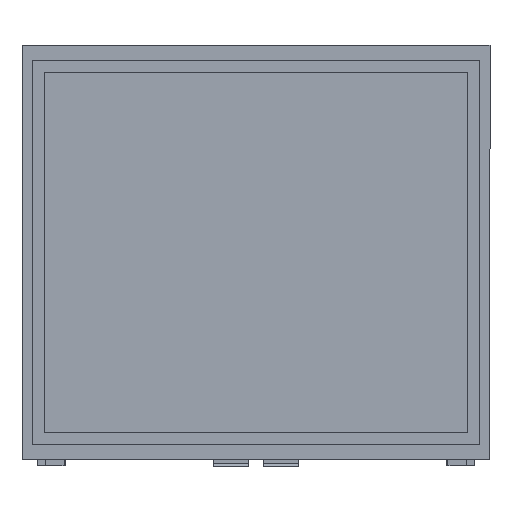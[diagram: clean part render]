
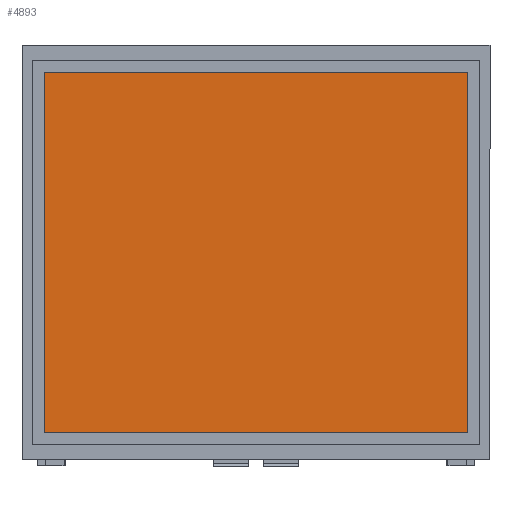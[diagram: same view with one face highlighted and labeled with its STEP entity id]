
A CAD part, front view. The second image highlights one B-rep face of the part: STEP entity #4893.
In plain terms, the highlighted planar face has unit normal (0, -1, 0).
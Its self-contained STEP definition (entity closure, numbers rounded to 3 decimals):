
#57 = ORIENTED_EDGE ( 'NONE', *, *, #8020, .T. ) ;
#508 = CARTESIAN_POINT ( 'NONE',  ( 355., -210., -302.5 ) ) ;
#710 = CARTESIAN_POINT ( 'NONE',  ( -355., -210., -302.5 ) ) ;
#975 = DIRECTION ( 'NONE',  ( 0., -1., 0. ) ) ;
#1579 = FACE_OUTER_BOUND ( 'NONE', #6964, .T. ) ;
#1588 = CARTESIAN_POINT ( 'NONE',  ( -355., -210., -1032.81 ) ) ;
#1710 = VECTOR ( 'NONE', #7246, 1000. ) ;
#2177 = VERTEX_POINT ( 'NONE', #7796 ) ;
#2319 = LINE ( 'NONE', #7725, #5574 ) ;
#2444 = CARTESIAN_POINT ( 'NONE',  ( 355., -210., 302.5 ) ) ;
#2636 = ORIENTED_EDGE ( 'NONE', *, *, #4105, .F. ) ;
#3029 = EDGE_CURVE ( 'NONE', #2177, #5361, #6834, .T. ) ;
#3044 = DIRECTION ( 'NONE',  ( 0., 0., 1. ) ) ;
#3252 = DIRECTION ( 'NONE',  ( 1., 0., 0. ) ) ;
#3374 = AXIS2_PLACEMENT_3D ( 'NONE', #7400, #975, #6242 ) ;
#3585 = CARTESIAN_POINT ( 'NONE',  ( 355., -210., -1032.81 ) ) ;
#3707 = VECTOR ( 'NONE', #3044, 1000. ) ;
#4105 = EDGE_CURVE ( 'NONE', #5026, #2177, #7473, .T. ) ;
#4426 = VECTOR ( 'NONE', #5616, 1000. ) ;
#4494 = EDGE_CURVE ( 'NONE', #5361, #5453, #2319, .T. ) ;
#4605 = ORIENTED_EDGE ( 'NONE', *, *, #3029, .F. ) ;
#4709 = ORIENTED_EDGE ( 'NONE', *, *, #4494, .F. ) ;
#4893 = ADVANCED_FACE ( 'NONE', ( #1579 ), #7424, .T. ) ;
#5026 = VERTEX_POINT ( 'NONE', #508 ) ;
#5361 = VERTEX_POINT ( 'NONE', #8114 ) ;
#5453 = VERTEX_POINT ( 'NONE', #2444 ) ;
#5574 = VECTOR ( 'NONE', #3252, 1000. ) ;
#5616 = DIRECTION ( 'NONE',  ( 0., 0., 1. ) ) ;
#6242 = DIRECTION ( 'NONE',  ( 0., 0., -1. ) ) ;
#6552 = LINE ( 'NONE', #3585, #4426 ) ;
#6834 = LINE ( 'NONE', #1588, #3707 ) ;
#6964 = EDGE_LOOP ( 'NONE', ( #2636, #57, #4709, #4605 ) ) ;
#7246 = DIRECTION ( 'NONE',  ( -1., 0., 0. ) ) ;
#7400 = CARTESIAN_POINT ( 'NONE',  ( -355., -210., -1032.81 ) ) ;
#7424 = PLANE ( 'NONE',  #3374 ) ;
#7473 = LINE ( 'NONE', #710, #1710 ) ;
#7725 = CARTESIAN_POINT ( 'NONE',  ( -355., -210., 302.5 ) ) ;
#7796 = CARTESIAN_POINT ( 'NONE',  ( -355., -210., -302.5 ) ) ;
#8020 = EDGE_CURVE ( 'NONE', #5026, #5453, #6552, .T. ) ;
#8114 = CARTESIAN_POINT ( 'NONE',  ( -355., -210., 302.5 ) ) ;
